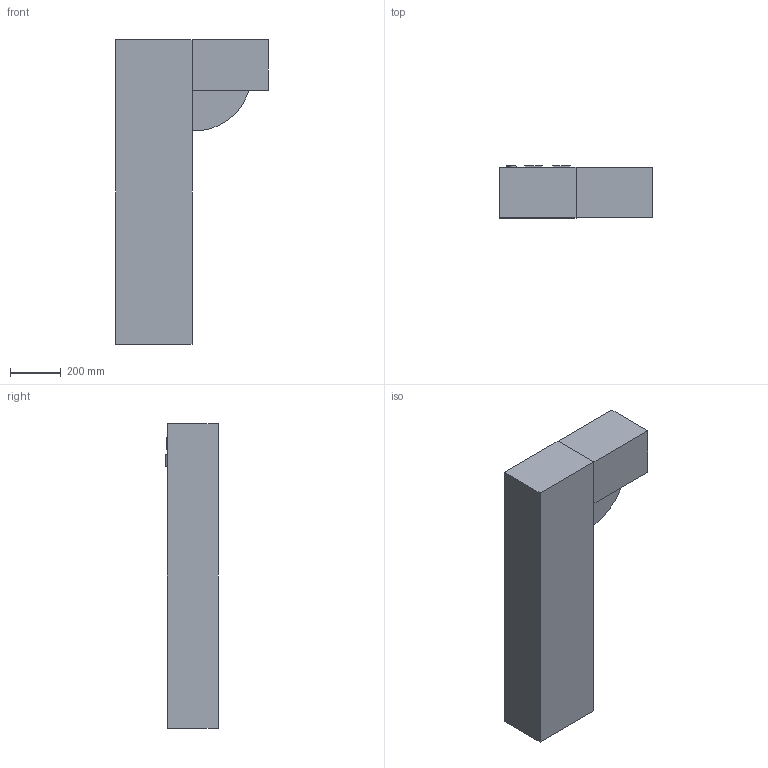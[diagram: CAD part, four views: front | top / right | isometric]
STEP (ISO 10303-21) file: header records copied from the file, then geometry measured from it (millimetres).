
FILE_DESCRIPTION(/* description */ (''),/* implementation_level */ '2;1');
FILE_NAME(/* name */ 'wind_tunnel.stp',/* time_stamp */ '2015-11-02T22:02:44+08:00',/* author */ (''),/* organization */ (''),/* preprocessor_version */ 'ST-DEVELOPER v14',/* originating_system */ 'SIEMENS PLM Software NX 8.0',/* authorisation */ '');
FILE_SCHEMA (('AUTOMOTIVE_DESIGN { 1 0 10303 214 3 1 1 1 }'));
Length unit declared in the file: millimetre
Products named in the file (1): wind_tunnel
Bounding box: 600 x 206 x 1200 mm (x, y, z)
Volume: 85073827.1 mm3; surface area: 1894219.5 mm2
Topology: 8 solids, 8 shells, 53 faces, 104 edges, 68 vertices
Faces by surface type: plane 47, cylinder 6
Full cylindrical faces by diameter (mm): 24.68 x1
Entity records: 1388 total; most frequent: CARTESIAN_POINT 225, DIRECTION 219, ORIENTED_EDGE 206, EDGE_CURVE 103, LINE 95, VECTOR 95, VERTEX_POINT 68, AXIS2_PLACEMENT_3D 62
